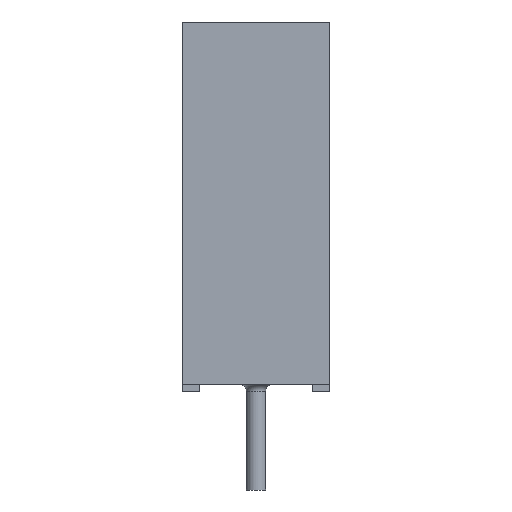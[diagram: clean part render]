
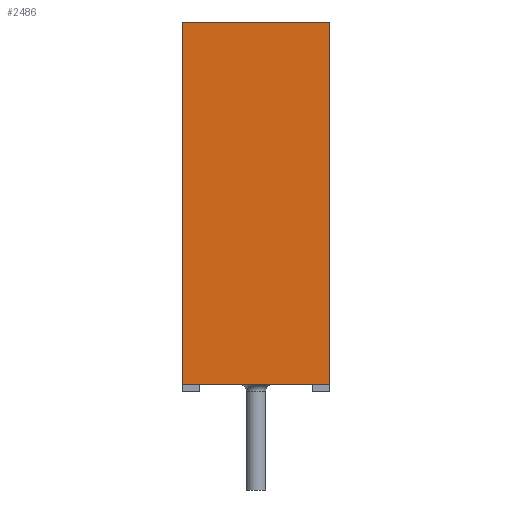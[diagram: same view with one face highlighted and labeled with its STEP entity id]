
A CAD part, left-side view. The second image highlights one B-rep face of the part: STEP entity #2486.
In plain terms, the highlighted planar face has unit normal (-1, 0, 0).
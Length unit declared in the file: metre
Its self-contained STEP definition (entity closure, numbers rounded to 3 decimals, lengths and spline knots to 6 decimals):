
#82=LINE('',#3038,#287);
#258=LINE('',#4240,#463);
#261=LINE('',#4246,#466);
#262=LINE('',#4247,#467);
#287=VECTOR('',#2638,1.);
#463=VECTOR('',#2952,1.);
#466=VECTOR('',#2957,1.);
#467=VECTOR('',#2958,1.);
#548=PLANE('',#2583);
#935=ORIENTED_EDGE('',*,*,#1277,.T.);
#936=ORIENTED_EDGE('',*,*,#1066,.T.);
#937=ORIENTED_EDGE('',*,*,#1278,.F.);
#938=ORIENTED_EDGE('',*,*,#1274,.T.);
#1066=EDGE_CURVE('',#1310,#1309,#82,.T.);
#1274=EDGE_CURVE('',#1445,#1444,#258,.T.);
#1277=EDGE_CURVE('',#1444,#1310,#261,.T.);
#1278=EDGE_CURVE('',#1445,#1309,#262,.T.);
#1309=VERTEX_POINT('',#3037);
#1310=VERTEX_POINT('',#3039);
#1444=VERTEX_POINT('',#4239);
#1445=VERTEX_POINT('',#4241);
#1554=EDGE_LOOP('',(#935,#936,#937,#938));
#1671=FACE_BOUND('',#1554,.T.);
#2486=ADVANCED_FACE('',(#1671),#548,.F.);
#2583=AXIS2_PLACEMENT_3D('',#4245,#2955,#2956);
#2638=DIRECTION('',(0.,-1.,0.));
#2952=DIRECTION('',(0.,1.,0.));
#2955=DIRECTION('',(1.,0.,0.));
#2956=DIRECTION('',(0.,0.,-1.));
#2957=DIRECTION('',(0.,0.,-1.));
#2958=DIRECTION('',(0.,0.,-1.));
#3037=CARTESIAN_POINT('',(-0.013,-0.003,-0.007));
#3038=CARTESIAN_POINT('',(-0.013,0.003,-0.007));
#3039=CARTESIAN_POINT('',(-0.013,0.003,-0.007));
#4239=CARTESIAN_POINT('',(-0.013,0.003,0.0077));
#4240=CARTESIAN_POINT('',(-0.013,-0.003,0.0077));
#4241=CARTESIAN_POINT('',(-0.013,-0.003,0.0077));
#4245=CARTESIAN_POINT('',(-0.013,-0.003,0.0077));
#4246=CARTESIAN_POINT('',(-0.013,0.003,0.0077));
#4247=CARTESIAN_POINT('',(-0.013,-0.003,0.0077));
